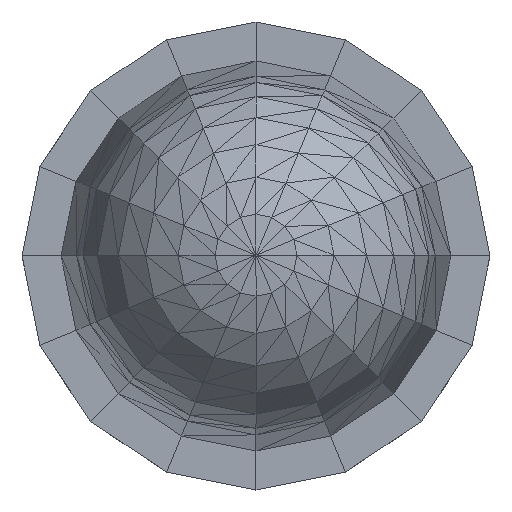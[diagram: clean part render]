
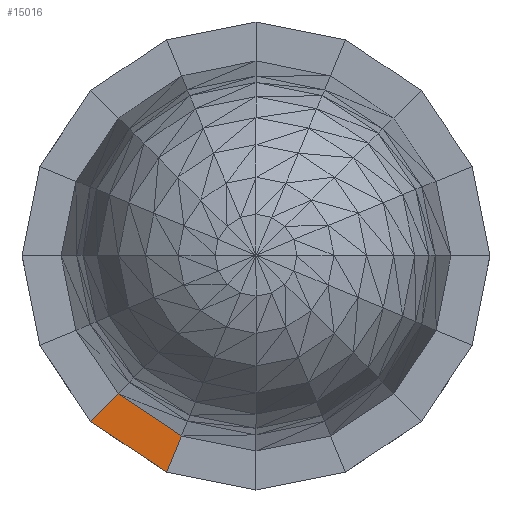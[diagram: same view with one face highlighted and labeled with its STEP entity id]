
A CAD part, top view. The second image highlights one B-rep face of the part: STEP entity #15016.
In plain terms, the highlighted planar face has unit normal (0, 0, 1).
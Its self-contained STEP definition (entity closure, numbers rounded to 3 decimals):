
#9820 = VERTEX_POINT('',#9821);
#9821 = CARTESIAN_POINT('',(0.,0.,0.039));
#13416 = PLANE('',#13417);
#13417 = AXIS2_PLACEMENT_3D('',#13418,#13419,#13420);
#13418 = CARTESIAN_POINT('',(-0.056,-0.037,
    0.039));
#13419 = DIRECTION('',(0.,0.,1.));
#13420 = DIRECTION('',(1.,0.,0.));
#14210 = EDGE_CURVE('',#14211,#9820,#14213,.T.);
#14211 = VERTEX_POINT('',#14212);
#14212 = CARTESIAN_POINT('',(-0.084,-0.084,
    0.039));
#14213 = SURFACE_CURVE('',#14214,(#14218,#14225),.PCURVE_S1.);
#14214 = LINE('',#14215,#14216);
#14215 = CARTESIAN_POINT('',(-0.084,-0.084,
    0.039));
#14216 = VECTOR('',#14217,1.);
#14217 = DIRECTION('',(0.707,0.707,0.));
#14218 = PCURVE('',#13416,#14219);
#14219 = DEFINITIONAL_REPRESENTATION('',(#14220),#14224);
#14220 = LINE('',#14221,#14222);
#14221 = CARTESIAN_POINT('',(-0.027,-0.046));
#14222 = VECTOR('',#14223,1.);
#14223 = DIRECTION('',(0.707,0.707));
#14224 = ( GEOMETRIC_REPRESENTATION_CONTEXT(2) 
PARAMETRIC_REPRESENTATION_CONTEXT() REPRESENTATION_CONTEXT('2D SPACE',''
  ) );
#14225 = PCURVE('',#14226,#14231);
#14226 = PLANE('',#14227);
#14227 = AXIS2_PLACEMENT_3D('',#14228,#14229,#14230);
#14228 = CARTESIAN_POINT('',(-0.037,-0.056,
    0.039));
#14229 = DIRECTION('',(0.,0.,1.));
#14230 = DIRECTION('',(1.,0.,-0.));
#14231 = DEFINITIONAL_REPRESENTATION('',(#14232),#14235);
#14232 = B_SPLINE_CURVE_WITH_KNOTS('',1,(#14233,#14234),.UNSPECIFIED.,
  .F.,.F.,(2,2),(0.,0.118),.PIECEWISE_BEZIER_KNOTS.);
#14233 = CARTESIAN_POINT('',(-0.046,-0.027));
#14234 = CARTESIAN_POINT('',(0.037,0.056));
#14235 = ( GEOMETRIC_REPRESENTATION_CONTEXT(2) 
PARAMETRIC_REPRESENTATION_CONTEXT() REPRESENTATION_CONTEXT('2D SPACE',''
  ) );
#15016 = ADVANCED_FACE('',(#15017),#14226,.T.);
#15017 = FACE_BOUND('',#15018,.T.);
#15018 = EDGE_LOOP('',(#15019,#15046,#15047));
#15019 = ORIENTED_EDGE('',*,*,#15020,.T.);
#15020 = EDGE_CURVE('',#15021,#9820,#15023,.T.);
#15021 = VERTEX_POINT('',#15022);
#15022 = CARTESIAN_POINT('',(-0.045,-0.109,
    0.039));
#15023 = SURFACE_CURVE('',#15024,(#15028,#15035),.PCURVE_S1.);
#15024 = LINE('',#15025,#15026);
#15025 = CARTESIAN_POINT('',(-0.045,-0.109,
    0.039));
#15026 = VECTOR('',#15027,1.);
#15027 = DIRECTION('',(0.383,0.924,0.));
#15028 = PCURVE('',#14226,#15029);
#15029 = DEFINITIONAL_REPRESENTATION('',(#15030),#15034);
#15030 = LINE('',#15031,#15032);
#15031 = CARTESIAN_POINT('',(-0.008,-0.053));
#15032 = VECTOR('',#15033,1.);
#15033 = DIRECTION('',(0.383,0.924));
#15034 = ( GEOMETRIC_REPRESENTATION_CONTEXT(2) 
PARAMETRIC_REPRESENTATION_CONTEXT() REPRESENTATION_CONTEXT('2D SPACE',''
  ) );
#15035 = PCURVE('',#15036,#15041);
#15036 = PLANE('',#15037);
#15037 = AXIS2_PLACEMENT_3D('',#15038,#15039,#15040);
#15038 = CARTESIAN_POINT('',(-0.013,-0.066,
    0.039));
#15039 = DIRECTION('',(0.,0.,1.));
#15040 = DIRECTION('',(0.,1.,0.));
#15041 = DEFINITIONAL_REPRESENTATION('',(#15042),#15045);
#15042 = B_SPLINE_CURVE_WITH_KNOTS('',1,(#15043,#15044),.UNSPECIFIED.,
  .F.,.F.,(2,2),(0.,0.118),.PIECEWISE_BEZIER_KNOTS.);
#15043 = CARTESIAN_POINT('',(-0.043,0.032));
#15044 = CARTESIAN_POINT('',(0.066,-0.013));
#15045 = ( GEOMETRIC_REPRESENTATION_CONTEXT(2) 
PARAMETRIC_REPRESENTATION_CONTEXT() REPRESENTATION_CONTEXT('2D SPACE',''
  ) );
#15046 = ORIENTED_EDGE('',*,*,#14210,.F.);
#15047 = ORIENTED_EDGE('',*,*,#15048,.T.);
#15048 = EDGE_CURVE('',#14211,#15021,#15049,.T.);
#15049 = SURFACE_CURVE('',#15050,(#15054,#15061),.PCURVE_S1.);
#15050 = LINE('',#15051,#15052);
#15051 = CARTESIAN_POINT('',(-0.084,-0.084,
    0.039));
#15052 = VECTOR('',#15053,1.);
#15053 = DIRECTION('',(0.831,-0.556,0.));
#15054 = PCURVE('',#14226,#15055);
#15055 = DEFINITIONAL_REPRESENTATION('',(#15056),#15060);
#15056 = LINE('',#15057,#15058);
#15057 = CARTESIAN_POINT('',(-0.046,-0.027));
#15058 = VECTOR('',#15059,1.);
#15059 = DIRECTION('',(0.831,-0.556));
#15060 = ( GEOMETRIC_REPRESENTATION_CONTEXT(2) 
PARAMETRIC_REPRESENTATION_CONTEXT() REPRESENTATION_CONTEXT('2D SPACE',''
  ) );
#15061 = PCURVE('',#15062,#15067);
#15062 = PLANE('',#15063);
#15063 = AXIS2_PLACEMENT_3D('',#15064,#15065,#15066);
#15064 = CARTESIAN_POINT('',(-0.059,-0.1,
    0.026));
#15065 = DIRECTION('',(-0.556,-0.831,
    0.));
#15066 = DIRECTION('',(-0.831,0.556,0.));
#15067 = DEFINITIONAL_REPRESENTATION('',(#15068),#15071);
#15068 = B_SPLINE_CURVE_WITH_KNOTS('',1,(#15069,#15070),.UNSPECIFIED.,
  .F.,.F.,(2,2),(0.,0.046),.PIECEWISE_BEZIER_KNOTS.);
#15069 = CARTESIAN_POINT('',(0.029,-0.013));
#15070 = CARTESIAN_POINT('',(-0.017,-0.013));
#15071 = ( GEOMETRIC_REPRESENTATION_CONTEXT(2) 
PARAMETRIC_REPRESENTATION_CONTEXT() REPRESENTATION_CONTEXT('2D SPACE',''
  ) );
